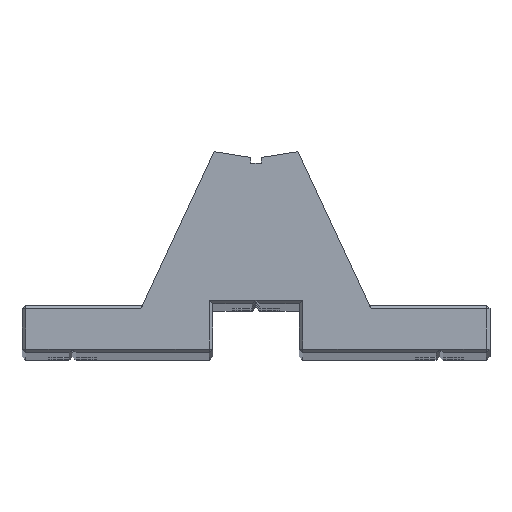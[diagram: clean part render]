
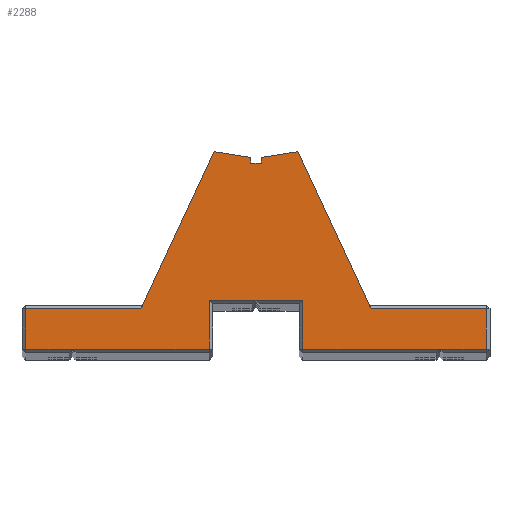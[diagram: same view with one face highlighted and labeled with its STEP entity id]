
A CAD part, top view. The second image highlights one B-rep face of the part: STEP entity #2288.
In plain terms, the highlighted planar face has unit normal (0, 0, 1).
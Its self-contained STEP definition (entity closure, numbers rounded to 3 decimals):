
#114=PLANE('',#2537);
#231=FACE_OUTER_BOUND('',#348,.T.);
#348=EDGE_LOOP('',(#2058,#2059,#2060,#2061,#2062,#2063,#2064,#2065,#2066,
#2067,#2068,#2069,#2070,#2071,#2072,#2073,#2074,#2075,#2076));
#441=LINE('',#3603,#670);
#449=LINE('',#3615,#678);
#455=LINE('',#3627,#684);
#461=LINE('',#3639,#690);
#492=LINE('',#3701,#721);
#495=LINE('',#3706,#724);
#500=LINE('',#3713,#729);
#529=LINE('',#3769,#758);
#534=LINE('',#3777,#763);
#538=LINE('',#3784,#767);
#553=LINE('',#3816,#782);
#558=LINE('',#3823,#787);
#563=LINE('',#3833,#792);
#578=LINE('',#3865,#807);
#582=LINE('',#3871,#811);
#587=LINE('',#3881,#816);
#588=LINE('',#3884,#817);
#589=LINE('',#3886,#818);
#590=LINE('',#3887,#819);
#670=VECTOR('',#2914,10.);
#678=VECTOR('',#2924,10.);
#684=VECTOR('',#2938,10.);
#690=VECTOR('',#2952,10.);
#721=VECTOR('',#3015,10.);
#724=VECTOR('',#3020,10.);
#729=VECTOR('',#3029,10.);
#758=VECTOR('',#3078,10.);
#763=VECTOR('',#3087,10.);
#767=VECTOR('',#3097,10.);
#782=VECTOR('',#3126,10.);
#787=VECTOR('',#3135,10.);
#792=VECTOR('',#3148,10.);
#807=VECTOR('',#3177,10.);
#811=VECTOR('',#3185,10.);
#816=VECTOR('',#3198,10.);
#817=VECTOR('',#3203,10.);
#818=VECTOR('',#3204,10.);
#819=VECTOR('',#3205,10.);
#1072=VERTEX_POINT('',#3535);
#1078=VERTEX_POINT('',#3574);
#1084=VERTEX_POINT('',#3600);
#1085=VERTEX_POINT('',#3602);
#1088=VERTEX_POINT('',#3613);
#1090=VERTEX_POINT('',#3625);
#1092=VERTEX_POINT('',#3637);
#1099=VERTEX_POINT('',#3672);
#1106=VERTEX_POINT('',#3696);
#1107=VERTEX_POINT('',#3700);
#1124=VERTEX_POINT('',#3763);
#1126=VERTEX_POINT('',#3776);
#1129=VERTEX_POINT('',#3796);
#1134=VERTEX_POINT('',#3809);
#1136=VERTEX_POINT('',#3814);
#1139=VERTEX_POINT('',#3842);
#1144=VERTEX_POINT('',#3855);
#1146=VERTEX_POINT('',#3861);
#1149=VERTEX_POINT('',#3885);
#1333=EDGE_CURVE('',#1084,#1085,#441,.T.);
#1341=EDGE_CURVE('',#1088,#1084,#449,.T.);
#1347=EDGE_CURVE('',#1090,#1088,#455,.T.);
#1353=EDGE_CURVE('',#1092,#1090,#461,.T.);
#1384=EDGE_CURVE('',#1078,#1107,#492,.T.);
#1387=EDGE_CURVE('',#1107,#1106,#495,.T.);
#1392=EDGE_CURVE('',#1106,#1072,#500,.T.);
#1421=EDGE_CURVE('',#1099,#1124,#529,.T.);
#1426=EDGE_CURVE('',#1124,#1126,#534,.T.);
#1430=EDGE_CURVE('',#1126,#1078,#538,.T.);
#1445=EDGE_CURVE('',#1136,#1134,#553,.T.);
#1450=EDGE_CURVE('',#1134,#1129,#558,.T.);
#1455=EDGE_CURVE('',#1129,#1099,#563,.T.);
#1470=EDGE_CURVE('',#1144,#1146,#578,.T.);
#1474=EDGE_CURVE('',#1139,#1144,#582,.T.);
#1479=EDGE_CURVE('',#1072,#1139,#587,.T.);
#1480=EDGE_CURVE('',#1085,#1136,#588,.T.);
#1481=EDGE_CURVE('',#1149,#1092,#589,.T.);
#1482=EDGE_CURVE('',#1146,#1149,#590,.T.);
#2058=ORIENTED_EDGE('',*,*,#1384,.F.);
#2059=ORIENTED_EDGE('',*,*,#1430,.F.);
#2060=ORIENTED_EDGE('',*,*,#1426,.F.);
#2061=ORIENTED_EDGE('',*,*,#1421,.F.);
#2062=ORIENTED_EDGE('',*,*,#1455,.F.);
#2063=ORIENTED_EDGE('',*,*,#1450,.F.);
#2064=ORIENTED_EDGE('',*,*,#1445,.F.);
#2065=ORIENTED_EDGE('',*,*,#1480,.F.);
#2066=ORIENTED_EDGE('',*,*,#1333,.F.);
#2067=ORIENTED_EDGE('',*,*,#1341,.F.);
#2068=ORIENTED_EDGE('',*,*,#1347,.F.);
#2069=ORIENTED_EDGE('',*,*,#1353,.F.);
#2070=ORIENTED_EDGE('',*,*,#1481,.F.);
#2071=ORIENTED_EDGE('',*,*,#1482,.F.);
#2072=ORIENTED_EDGE('',*,*,#1470,.F.);
#2073=ORIENTED_EDGE('',*,*,#1474,.F.);
#2074=ORIENTED_EDGE('',*,*,#1479,.F.);
#2075=ORIENTED_EDGE('',*,*,#1392,.F.);
#2076=ORIENTED_EDGE('',*,*,#1387,.F.);
#2288=ADVANCED_FACE('',(#231),#114,.T.);
#2537=AXIS2_PLACEMENT_3D('',#3883,#3201,#3202);
#2914=DIRECTION('',(0.988,0.156,0.));
#2924=DIRECTION('',(0.,1.,0.));
#2938=DIRECTION('',(1.,0.,0.));
#2952=DIRECTION('',(0.,-1.,0.));
#3015=DIRECTION('',(-1.,0.,0.));
#3020=DIRECTION('',(0.,-1.,0.));
#3029=DIRECTION('',(-1.,0.,0.));
#3078=DIRECTION('',(-1.,0.,0.));
#3087=DIRECTION('',(0.,1.,0.));
#3097=DIRECTION('',(-1.,0.,0.));
#3126=DIRECTION('',(1.,0.,0.));
#3135=DIRECTION('',(0.,-1.,0.));
#3148=DIRECTION('',(-1.,0.,0.));
#3177=DIRECTION('',(1.,0.,0.));
#3185=DIRECTION('',(0.,1.,0.));
#3198=DIRECTION('',(-1.,0.,0.));
#3201=DIRECTION('center_axis',(0.,0.,1.));
#3202=DIRECTION('ref_axis',(1.,0.,0.));
#3203=DIRECTION('',(0.423,-0.906,0.));
#3204=DIRECTION('',(0.988,-0.156,0.));
#3205=DIRECTION('',(0.423,0.906,0.));
#3535=CARTESIAN_POINT('',(-25.5,-2.8,599.5));
#3574=CARTESIAN_POINT('',(0.,4.,599.5));
#3600=CARTESIAN_POINT('',(0.75,23.823,599.5));
#3602=CARTESIAN_POINT('',(5.807,24.624,599.5));
#3603=CARTESIAN_POINT('',(5.807,24.624,599.5));
#3613=CARTESIAN_POINT('',(0.75,23.023,599.5));
#3615=CARTESIAN_POINT('',(0.75,23.823,599.5));
#3625=CARTESIAN_POINT('',(-0.75,23.023,599.5));
#3627=CARTESIAN_POINT('',(0.75,23.023,599.5));
#3637=CARTESIAN_POINT('',(-0.75,23.823,599.5));
#3639=CARTESIAN_POINT('',(-0.75,23.023,599.5));
#3672=CARTESIAN_POINT('',(25.5,-2.8,599.5));
#3696=CARTESIAN_POINT('',(-6.5,-2.8,599.5));
#3700=CARTESIAN_POINT('',(-6.5,4.,599.5));
#3701=CARTESIAN_POINT('',(-0.25,4.,599.5));
#3706=CARTESIAN_POINT('',(-6.5,4.307,599.5));
#3713=CARTESIAN_POINT('',(-3.,-2.8,599.5));
#3763=CARTESIAN_POINT('',(6.5,-2.8,599.5));
#3769=CARTESIAN_POINT('',(12.5,-2.8,599.5));
#3776=CARTESIAN_POINT('',(6.5,4.,599.5));
#3777=CARTESIAN_POINT('',(6.5,0.907,599.5));
#3784=CARTESIAN_POINT('',(3.,4.,599.5));
#3796=CARTESIAN_POINT('',(32.,-2.8,599.5));
#3809=CARTESIAN_POINT('',(32.,2.8,599.5));
#3814=CARTESIAN_POINT('',(15.983,2.8,599.5));
#3816=CARTESIAN_POINT('',(7.875,2.8,599.5));
#3823=CARTESIAN_POINT('',(32.,4.207,599.5));
#3833=CARTESIAN_POINT('',(16.25,-2.8,599.5));
#3842=CARTESIAN_POINT('',(-32.,-2.8,599.5));
#3855=CARTESIAN_POINT('',(-32.,2.8,599.5));
#3861=CARTESIAN_POINT('',(-15.983,2.8,599.5));
#3865=CARTESIAN_POINT('',(-16.25,2.8,599.5));
#3871=CARTESIAN_POINT('',(-32.,0.907,599.5));
#3881=CARTESIAN_POINT('',(-13.,-2.8,599.5));
#3883=CARTESIAN_POINT('Origin',(0.,5.113,599.5));
#3884=CARTESIAN_POINT('',(9.025,17.723,599.5));
#3885=CARTESIAN_POINT('',(-5.807,24.624,599.5));
#3886=CARTESIAN_POINT('',(-0.75,23.823,599.5));
#3887=CARTESIAN_POINT('',(-5.807,24.624,599.5));
